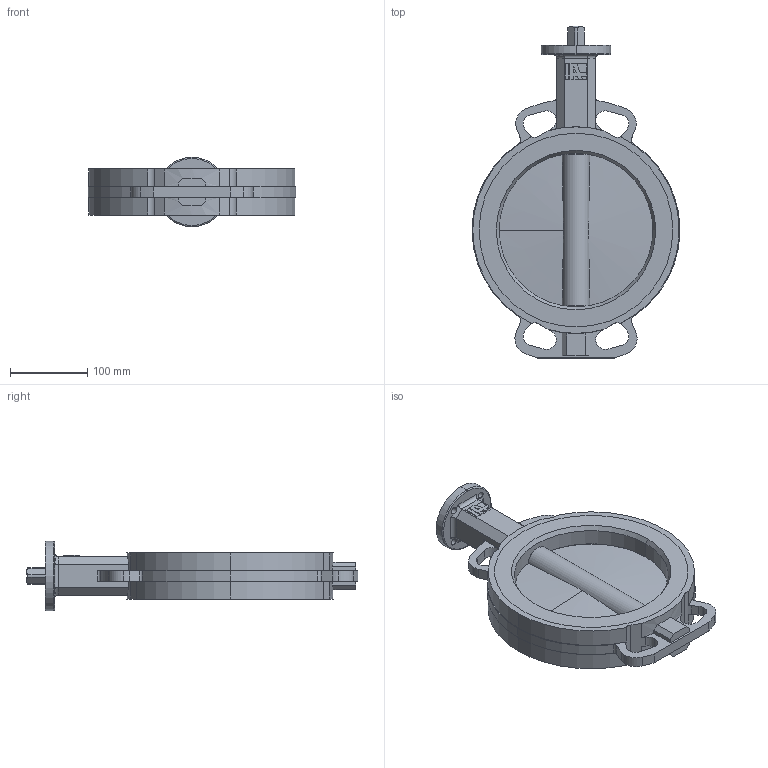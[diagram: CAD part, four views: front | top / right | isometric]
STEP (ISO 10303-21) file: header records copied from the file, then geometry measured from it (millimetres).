
FILE_DESCRIPTION (( 'STEP AP214' ), '1' );
FILE_NAME ('D10200.step', '2013-07-30T15:02:05', ( 'mbuehlmann' ), ( '' ), 'SwSTEP 2.0', 'SolidWorks 2012', '' );
FILE_SCHEMA (( 'AUTOMOTIVE_DESIGN' ));
Length unit declared in the file: millimetre
Products named in the file (6): ia-Logo20; ia-scheibe250_ia-scheibe200; ia-Dichtungbasic_Dichtung200; ia-4kt_ia-4kt200; BO.D10200; D10200
Assembly tree (5 placements, depth 2):
  D10200
    BO.D10200
    ia-4kt_ia-4kt200
    ia-Dichtungbasic_Dichtung200
    ia-scheibe250_ia-scheibe200
    ia-Logo20
Bounding box: 270 x 431 x 90 mm (x, y, z)
Volume: 2244479 mm3; surface area: 370339.1 mm2
Topology: 5 solids, 5 shells, 188 faces, 544 edges, 354 vertices
Faces by surface type: cylinder 80, plane 78, cone 16, torus 12, sphere 2
Entity records: 6798 total; most frequent: CARTESIAN_POINT 1526, ORIENTED_EDGE 1082, DIRECTION 1078, EDGE_CURVE 541, AXIS2_PLACEMENT_3D 395, VERTEX_POINT 353, VECTOR 288, LINE 288
